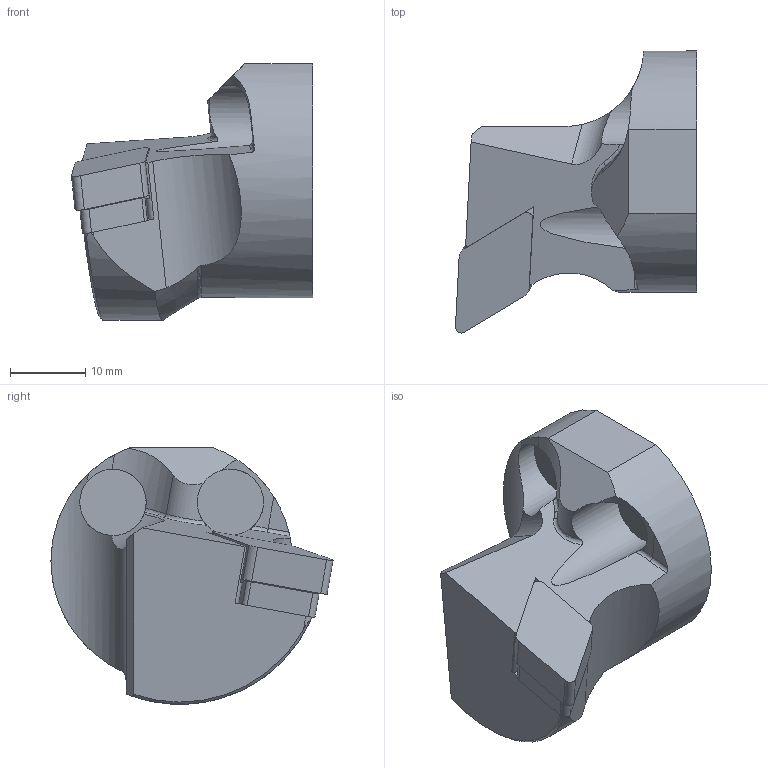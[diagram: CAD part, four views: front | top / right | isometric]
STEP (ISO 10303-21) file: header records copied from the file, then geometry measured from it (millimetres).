
FILE_DESCRIPTION(/* description */ (''),/* implementation_level */ '2;1');
FILE_NAME(/* name */ 'ATTC-A32-TDUNR-11.stp',/* time_stamp */ '2023-12-21T11:41:41+03:00',/* author */ (''),/* organization */ (''),/* preprocessor_version */ 'ST-DEVELOPER v19.4',/* originating_system */ 'SIEMENS PLM Software NX2306.3001',/* authorisation */ '');
FILE_SCHEMA (('AUTOMOTIVE_DESIGN { 1 0 10303 214 3 1 1 1 }'));
Length unit declared in the file: millimetre
Products named in the file (1): model1_objects
Bounding box: 31.95 x 37.38 x 33.97 mm (x, y, z)
Volume: 15334.1 mm3; surface area: 4852.2 mm2
Topology: 2 solids, 4 shells, 70 faces, 179 edges, 117 vertices
Faces by surface type: plane 35, cylinder 26, cone 4, torus 4, bspline 1
Full cylindrical faces by diameter (mm): 8.8 x2
Entity records: 2742 total; most frequent: CARTESIAN_POINT 643, ORIENTED_EDGE 350, DIRECTION 344, EDGE_CURVE 175, AXIS2_PLACEMENT_3D 131, VERTEX_POINT 115, LINE 82, VECTOR 82
